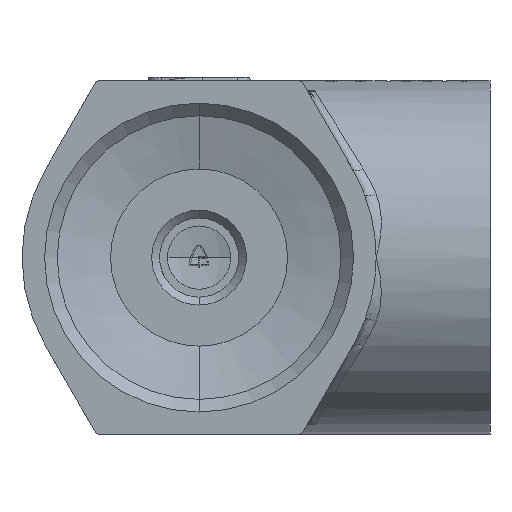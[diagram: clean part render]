
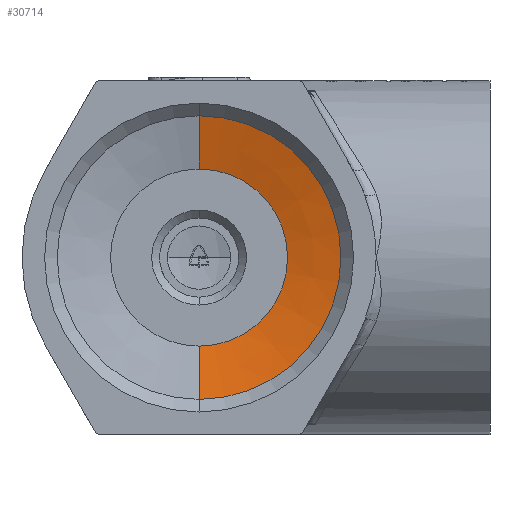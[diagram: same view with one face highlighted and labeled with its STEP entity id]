
A CAD part, front view. The second image highlights one B-rep face of the part: STEP entity #30714.
In plain terms, the highlighted conical face has half-angle 75 degrees and reference radius 11 mm.
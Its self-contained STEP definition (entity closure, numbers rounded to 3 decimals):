
#2445 = CARTESIAN_POINT ( 'NONE',  ( 0., -10.77, -11. ) ) ;
#4256 = CARTESIAN_POINT ( 'NONE',  ( 0., -13.831, 0. ) ) ;
#5875 = DIRECTION ( 'NONE',  ( 0., -1., 0. ) ) ;
#6809 = EDGE_CURVE ( 'NONE', #13286, #17761, #31538, .T. ) ;
#6925 = DIRECTION ( 'NONE',  ( 0., 0., 1. ) ) ;
#7980 = AXIS2_PLACEMENT_3D ( 'NONE', #10299, #8090, #23538 ) ;
#8090 = DIRECTION ( 'NONE',  ( 0., 1., 0. ) ) ;
#8107 = VERTEX_POINT ( 'NONE', #13965 ) ;
#8689 = CARTESIAN_POINT ( 'NONE',  ( 0., -11.574, -14. ) ) ;
#10299 = CARTESIAN_POINT ( 'NONE',  ( 0., -11.574, 0. ) ) ;
#11047 = DIRECTION ( 'NONE',  ( 0., 0., -1. ) ) ;
#11098 = CARTESIAN_POINT ( 'NONE',  ( 0., -13.831, 22.425 ) ) ;
#11422 = DIRECTION ( 'NONE',  ( 0., -0.259, 0.966 ) ) ;
#13286 = VERTEX_POINT ( 'NONE', #20774 ) ;
#13945 = EDGE_CURVE ( 'NONE', #13286, #29782, #15329, .T. ) ;
#13965 = CARTESIAN_POINT ( 'NONE',  ( 0., -13.831, -22.425 ) ) ;
#15329 = LINE ( 'NONE', #29177, #26921 ) ;
#15607 = ORIENTED_EDGE ( 'NONE', *, *, #6809, .T. ) ;
#16270 = AXIS2_PLACEMENT_3D ( 'NONE', #16541, #5875, #11047 ) ;
#16351 = ORIENTED_EDGE ( 'NONE', *, *, #26039, .T. ) ;
#16541 = CARTESIAN_POINT ( 'NONE',  ( 0., -10.77, 0. ) ) ;
#16722 = ORIENTED_EDGE ( 'NONE', *, *, #13945, .F. ) ;
#17404 = EDGE_LOOP ( 'NONE', ( #16722, #15607, #16351, #31524 ) ) ;
#17761 = VERTEX_POINT ( 'NONE', #8689 ) ;
#19325 = AXIS2_PLACEMENT_3D ( 'NONE', #4256, #22797, #6925 ) ;
#20607 = CONICAL_SURFACE ( 'NONE', #16270, 11., 1.309 ) ;
#20774 = CARTESIAN_POINT ( 'NONE',  ( 0., -11.574, 14. ) ) ;
#21825 = LINE ( 'NONE', #2445, #31393 ) ;
#22797 = DIRECTION ( 'NONE',  ( 0., 1., 0. ) ) ;
#23538 = DIRECTION ( 'NONE',  ( 0., 0., -1. ) ) ;
#26039 = EDGE_CURVE ( 'NONE', #17761, #8107, #21825, .T. ) ;
#26921 = VECTOR ( 'NONE', #11422, 1000. ) ;
#28925 = EDGE_CURVE ( 'NONE', #29782, #8107, #28926, .T. ) ;
#28926 = CIRCLE ( 'NONE', #19325, 22.425 ) ;
#29177 = CARTESIAN_POINT ( 'NONE',  ( 0., -10.77, 11. ) ) ;
#29782 = VERTEX_POINT ( 'NONE', #11098 ) ;
#30714 = ADVANCED_FACE ( 'NONE', ( #31801 ), #20607, .F. ) ;
#31393 = VECTOR ( 'NONE', #34317, 1000. ) ;
#31524 = ORIENTED_EDGE ( 'NONE', *, *, #28925, .F. ) ;
#31538 = CIRCLE ( 'NONE', #7980, 14. ) ;
#31801 = FACE_OUTER_BOUND ( 'NONE', #17404, .T. ) ;
#34317 = DIRECTION ( 'NONE',  ( 0., -0.259, -0.966 ) ) ;
